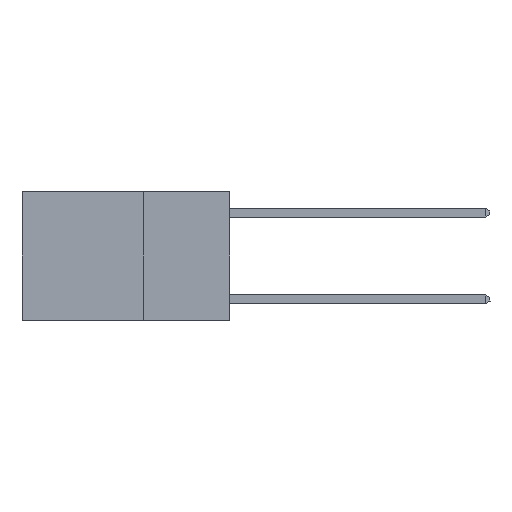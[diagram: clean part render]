
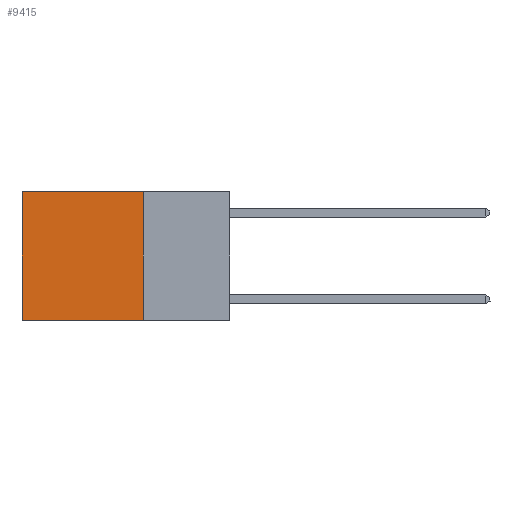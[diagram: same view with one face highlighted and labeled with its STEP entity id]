
A CAD part, left-side view. The second image highlights one B-rep face of the part: STEP entity #9415.
In plain terms, the highlighted planar face has unit normal (-1, 0, 0).
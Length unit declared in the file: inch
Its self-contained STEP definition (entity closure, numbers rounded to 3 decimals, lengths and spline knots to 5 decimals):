
#167 = ORIENTED_EDGE ( 'NONE', *, *, #4455, .F. ) ;
#422 = LINE ( 'NONE', #12352, #13577 ) ;
#430 = PLANE ( 'NONE',  #5078 ) ;
#819 = CARTESIAN_POINT ( 'NONE',  ( 0.2625, 0.25, 0. ) ) ;
#903 = DIRECTION ( 'NONE',  ( 0., 1., 0. ) ) ;
#1876 = VERTEX_POINT ( 'NONE', #5699 ) ;
#2509 = DIRECTION ( 'NONE',  ( 1., 0., 0. ) ) ;
#2623 = VERTEX_POINT ( 'NONE', #10770 ) ;
#2731 = LINE ( 'NONE', #6042, #3709 ) ;
#2839 = VERTEX_POINT ( 'NONE', #10000 ) ;
#3614 = CARTESIAN_POINT ( 'NONE',  ( 0.2625, 0.25, 0. ) ) ;
#3709 = VECTOR ( 'NONE', #10279, 39.37008 ) ;
#3826 = ORIENTED_EDGE ( 'NONE', *, *, #11094, .T. ) ;
#4179 = DIRECTION ( 'NONE',  ( 0., 0., -1. ) ) ;
#4455 = EDGE_CURVE ( 'NONE', #2623, #2839, #11002, .T. ) ;
#4629 = EDGE_LOOP ( 'NONE', ( #3826, #8155, #167, #13540 ) ) ;
#5078 = AXIS2_PLACEMENT_3D ( 'NONE', #3614, #2509, #7819 ) ;
#5234 = CARTESIAN_POINT ( 'NONE',  ( 0.2625, 0.25, 0. ) ) ;
#5699 = CARTESIAN_POINT ( 'NONE',  ( 0.2625, 0.6, -0.37 ) ) ;
#6042 = CARTESIAN_POINT ( 'NONE',  ( 0.2625, 0.25, -0.37 ) ) ;
#6514 = VERTEX_POINT ( 'NONE', #7128 ) ;
#7128 = CARTESIAN_POINT ( 'NONE',  ( 0.2625, 0.6, 0. ) ) ;
#7352 = FACE_OUTER_BOUND ( 'NONE', #4629, .T. ) ;
#7819 = DIRECTION ( 'NONE',  ( 0., 0., -1. ) ) ;
#8155 = ORIENTED_EDGE ( 'NONE', *, *, #11072, .F. ) ;
#9352 = DIRECTION ( 'NONE',  ( 0., 0., -1. ) ) ;
#9415 = ADVANCED_FACE ( 'NONE', ( #7352 ), #430, .F. ) ;
#9677 = VECTOR ( 'NONE', #9352, 39.37008 ) ;
#10000 = CARTESIAN_POINT ( 'NONE',  ( 0.2625, 0.25, -0.37 ) ) ;
#10279 = DIRECTION ( 'NONE',  ( 0., 1., 0. ) ) ;
#10770 = CARTESIAN_POINT ( 'NONE',  ( 0.2625, 0.25, 0. ) ) ;
#11002 = LINE ( 'NONE', #5234, #9677 ) ;
#11072 = EDGE_CURVE ( 'NONE', #2839, #1876, #2731, .T. ) ;
#11094 = EDGE_CURVE ( 'NONE', #6514, #1876, #422, .T. ) ;
#11873 = LINE ( 'NONE', #819, #13024 ) ;
#12352 = CARTESIAN_POINT ( 'NONE',  ( 0.2625, 0.6, 0. ) ) ;
#13024 = VECTOR ( 'NONE', #903, 39.37008 ) ;
#13026 = EDGE_CURVE ( 'NONE', #2623, #6514, #11873, .T. ) ;
#13540 = ORIENTED_EDGE ( 'NONE', *, *, #13026, .T. ) ;
#13577 = VECTOR ( 'NONE', #4179, 39.37008 ) ;
